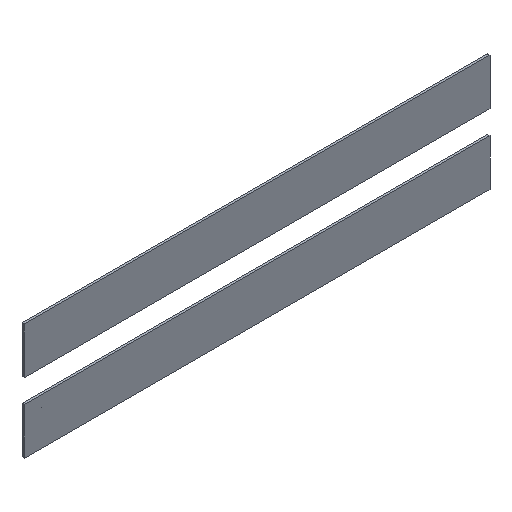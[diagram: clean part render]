
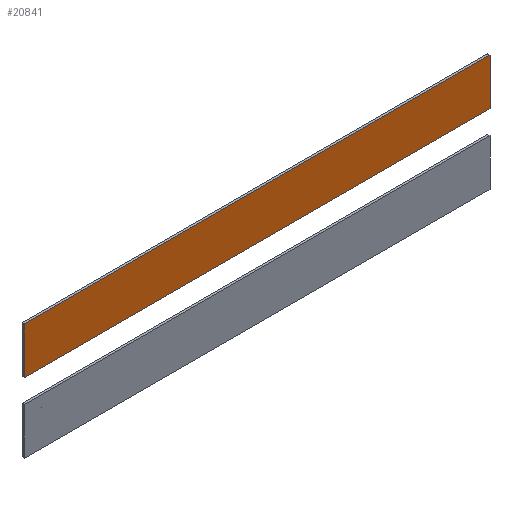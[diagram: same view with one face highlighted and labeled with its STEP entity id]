
A CAD part, isometric view. The second image highlights one B-rep face of the part: STEP entity #20841.
In plain terms, the highlighted planar face has unit normal (0, -1, 0).
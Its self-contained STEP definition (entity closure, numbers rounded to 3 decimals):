
#2996=FACE_OUTER_BOUND('',#4194,.T.);
#4194=EDGE_LOOP('',(#19163,#19164,#19165,#19166));
#6061=LINE('',#40477,#7963);
#6064=LINE('',#40482,#7966);
#6066=LINE('',#40486,#7968);
#6068=LINE('',#40489,#7970);
#7963=VECTOR('',#24269,10.);
#7966=VECTOR('',#24274,10.);
#7968=VECTOR('',#24278,10.);
#7970=VECTOR('',#24282,10.);
#10031=VERTEX_POINT('',#40475);
#10032=VERTEX_POINT('',#40476);
#10033=VERTEX_POINT('',#40481);
#10034=VERTEX_POINT('',#40485);
#13095=EDGE_CURVE('',#10031,#10032,#6061,.T.);
#13098=EDGE_CURVE('',#10032,#10033,#6064,.T.);
#13100=EDGE_CURVE('',#10033,#10034,#6066,.T.);
#13102=EDGE_CURVE('',#10034,#10031,#6068,.T.);
#19163=ORIENTED_EDGE('',*,*,#13102,.T.);
#19164=ORIENTED_EDGE('',*,*,#13095,.T.);
#19165=ORIENTED_EDGE('',*,*,#13098,.T.);
#19166=ORIENTED_EDGE('',*,*,#13100,.T.);
#19728=PLANE('',#21382);
#20841=ADVANCED_FACE('',(#2996),#19728,.F.);
#21382=AXIS2_PLACEMENT_3D('',#40491,#24285,#24286);
#24269=DIRECTION('',(0.,0.,-1.));
#24274=DIRECTION('',(1.,0.,0.));
#24278=DIRECTION('',(0.,0.,1.));
#24282=DIRECTION('',(-1.,0.,0.));
#24285=DIRECTION('center_axis',(0.,1.,0.));
#24286=DIRECTION('ref_axis',(1.,0.,0.));
#40475=CARTESIAN_POINT('',(0.,0.,15.));
#40476=CARTESIAN_POINT('',(0.,0.,5.));
#40477=CARTESIAN_POINT('',(0.,0.,15.));
#40481=CARTESIAN_POINT('',(100.,0.,5.));
#40482=CARTESIAN_POINT('',(0.,0.,5.));
#40485=CARTESIAN_POINT('',(100.,0.,15.));
#40486=CARTESIAN_POINT('',(100.,0.,5.));
#40489=CARTESIAN_POINT('',(100.,0.,15.));
#40491=CARTESIAN_POINT('Origin',(50.,0.,10.));
